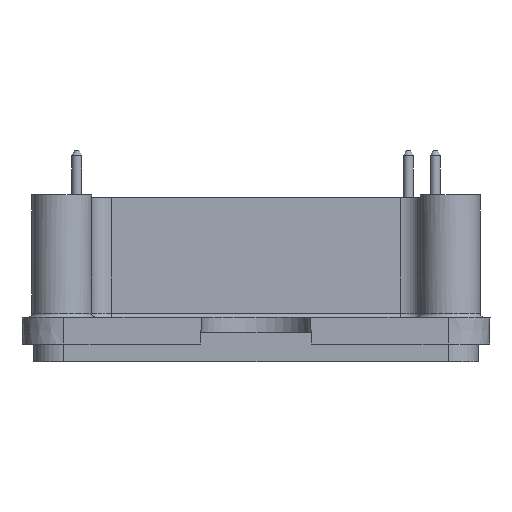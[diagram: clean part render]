
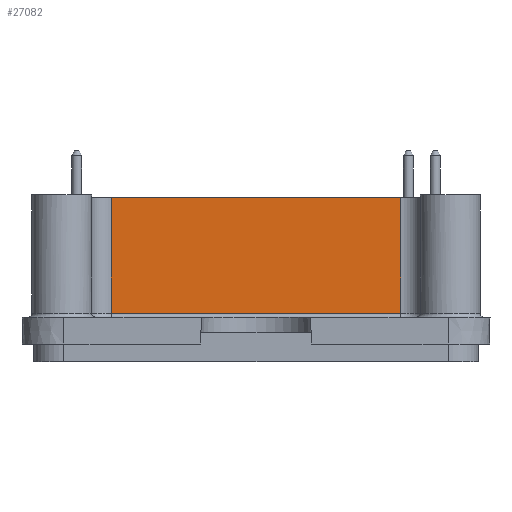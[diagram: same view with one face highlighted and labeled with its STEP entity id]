
A CAD part, left-side view. The second image highlights one B-rep face of the part: STEP entity #27082.
In plain terms, the highlighted planar face has unit normal (-1, 0, 0).
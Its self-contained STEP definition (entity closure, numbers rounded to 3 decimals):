
#559=PLANE('',#28455);
#1323=LINE('',#36009,#2303);
#1327=LINE('',#36030,#2307);
#1328=LINE('',#36032,#2308);
#1329=LINE('',#36034,#2309);
#2303=VECTOR('',#30646,1000.);
#2307=VECTOR('',#30674,1000.);
#2308=VECTOR('',#30675,1000.);
#2309=VECTOR('',#30676,1000.);
#4320=ORIENTED_EDGE('',*,*,#9429,.F.);
#4321=ORIENTED_EDGE('',*,*,#9419,.T.);
#4322=ORIENTED_EDGE('',*,*,#9430,.T.);
#4323=ORIENTED_EDGE('',*,*,#9431,.F.);
#9419=EDGE_CURVE('',#11977,#11976,#1323,.T.);
#9429=EDGE_CURVE('',#11977,#11982,#1327,.T.);
#9430=EDGE_CURVE('',#11976,#11983,#1328,.T.);
#9431=EDGE_CURVE('',#11982,#11983,#1329,.T.);
#11976=VERTEX_POINT('',#36008);
#11977=VERTEX_POINT('',#36010);
#11982=VERTEX_POINT('',#36031);
#11983=VERTEX_POINT('',#36033);
#14365=EDGE_LOOP('',(#4320,#4321,#4322,#4323));
#16055=FACE_BOUND('',#14365,.T.);
#27082=ADVANCED_FACE('',(#16055),#559,.F.);
#28455=AXIS2_PLACEMENT_3D('',#36029,#30672,#30673);
#30646=DIRECTION('',(0.,1.,0.));
#30672=DIRECTION('',(1.,0.,0.));
#30673=DIRECTION('',(0.,-1.,0.));
#30674=DIRECTION('',(0.,0.,-1.));
#30675=DIRECTION('',(0.,0.,-1.));
#30676=DIRECTION('',(0.,1.,0.));
#36008=CARTESIAN_POINT('',(-39.5,14.525,13.2));
#36009=CARTESIAN_POINT('',(-39.5,-22.5,13.2));
#36010=CARTESIAN_POINT('',(-39.5,-14.525,13.2));
#36029=CARTESIAN_POINT('',(-39.5,-22.5,61.33));
#36030=CARTESIAN_POINT('',(-39.5,-14.525,61.33));
#36031=CARTESIAN_POINT('',(-39.5,-14.525,1.6));
#36032=CARTESIAN_POINT('',(-39.5,14.525,61.33));
#36033=CARTESIAN_POINT('',(-39.5,14.525,1.6));
#36034=CARTESIAN_POINT('',(-39.5,-22.5,1.6));
